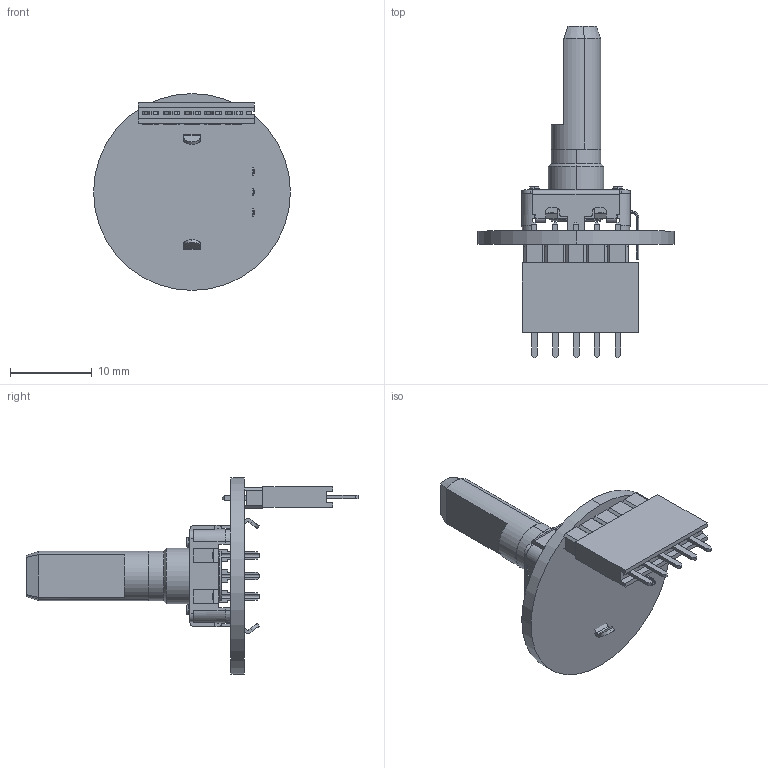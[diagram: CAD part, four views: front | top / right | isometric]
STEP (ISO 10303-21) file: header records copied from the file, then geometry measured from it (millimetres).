
FILE_DESCRIPTION (( 'STEP AP214' ), '1' );
FILE_NAME ('ENCODER_MODULE.STEP', '2026-02-14T23:23:17', ( '' ), ( '' ), 'SwSTEP 2.0', 'SolidWorks 2024', '' );
FILE_SCHEMA (( 'AUTOMOTIVE_DESIGN' ));
Length unit declared in the file: millimetre
Products named in the file (1): ENCODER_MODULE
Bounding box: 24 x 40.49 x 24 mm (x, y, z)
Volume: 1927.2 mm3; surface area: 3397.4 mm2
Topology: 18 solids, 18 shells, 818 faces, 2122 edges, 1357 vertices
Faces by surface type: plane 616, cylinder 160, cone 19, torus 13, bspline 10
Entity records: 34071 total; most frequent: CARTESIAN_POINT 4708, ORIENTED_EDGE 4244, DIRECTION 4027, EDGE_CURVE 2122, VECTOR 1715, LINE 1715, VERTEX_POINT 1357, AXIS2_PLACEMENT_3D 1156
